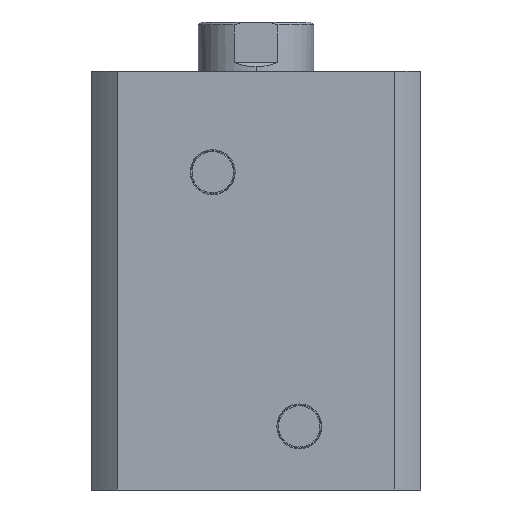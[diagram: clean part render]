
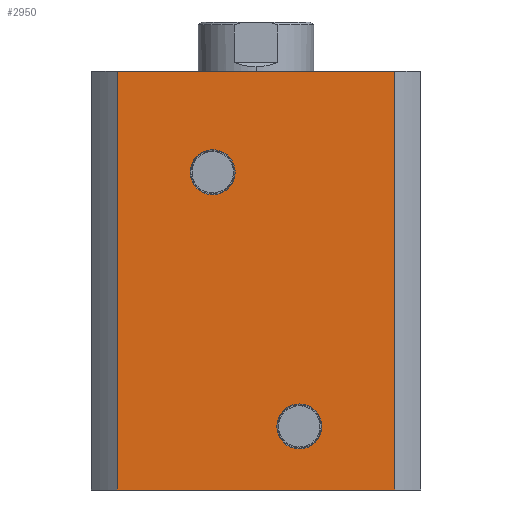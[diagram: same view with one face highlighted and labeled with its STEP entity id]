
A CAD part, left-side view. The second image highlights one B-rep face of the part: STEP entity #2950.
In plain terms, the highlighted planar face has unit normal (-1, 0, 0).
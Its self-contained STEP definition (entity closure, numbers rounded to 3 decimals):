
#455 = EDGE_LOOP ( 'NONE', ( #1540, #1541, #1542, #1543 ) ) ;
#456 = EDGE_LOOP ( 'NONE', ( #1538, #1539 ) ) ;
#491 = EDGE_LOOP ( 'NONE', ( #1536, #1537 ) ) ;
#590 = AXIS2_PLACEMENT_3D ( 'NONE', #3360, #3376, #3379 ) ;
#594 = AXIS2_PLACEMENT_3D ( 'NONE', #1380, #1379, #1378 ) ;
#698 = EDGE_CURVE ( 'NONE', #1438, #1439, #2340, .T. ) ;
#706 = EDGE_CURVE ( 'NONE', #1455, #1454, #2353, .T. ) ;
#833 = EDGE_CURVE ( 'NONE', #3247, #3249, #2572, .T. ) ;
#835 = EDGE_CURVE ( 'NONE', #1439, #1438, #2575, .T. ) ;
#836 = EDGE_CURVE ( 'NONE', #1454, #1455, #2576, .T. ) ;
#837 = EDGE_CURVE ( 'NONE', #3249, #3573, #2577, .T. ) ;
#838 = EDGE_CURVE ( 'NONE', #3248, #3573, #2578, .T. ) ;
#839 = EDGE_CURVE ( 'NONE', #3247, #3248, #2573, .T. ) ;
#1091 = DIRECTION ( 'NONE',  ( 0., 0., -1. ) ) ;
#1097 = CARTESIAN_POINT ( 'NONE',  ( -57., 47.971, 145. ) ) ;
#1106 = CARTESIAN_POINT ( 'NONE',  ( -57., 0., 0. ) ) ;
#1107 = DIRECTION ( 'NONE',  ( 0., -1., 0. ) ) ;
#1108 = CARTESIAN_POINT ( 'NONE',  ( -57., -15., 22. ) ) ;
#1109 = DIRECTION ( 'NONE',  ( -1., 0., 0. ) ) ;
#1110 = DIRECTION ( 'NONE',  ( 0., 0., 1. ) ) ;
#1112 = CARTESIAN_POINT ( 'NONE',  ( -57., 0., 145. ) ) ;
#1113 = CARTESIAN_POINT ( 'NONE',  ( -57., 15., 110. ) ) ;
#1114 = DIRECTION ( 'NONE',  ( -1., 0., 0. ) ) ;
#1115 = DIRECTION ( 'NONE',  ( 0., 0., 1. ) ) ;
#1116 = CARTESIAN_POINT ( 'NONE',  ( -57., -47.971, 145. ) ) ;
#1118 = DIRECTION ( 'NONE',  ( 0., 0., -1. ) ) ;
#1119 = DIRECTION ( 'NONE',  ( 0., -1., 0. ) ) ;
#1252 = CARTESIAN_POINT ( 'NONE',  ( -57., -15., 14.203 ) ) ;
#1257 = CARTESIAN_POINT ( 'NONE',  ( -57., -15., 29.797 ) ) ;
#1269 = CARTESIAN_POINT ( 'NONE',  ( -57., 15., 117.797 ) ) ;
#1270 = CARTESIAN_POINT ( 'NONE',  ( -57., 15., 102.203 ) ) ;
#1378 = DIRECTION ( 'NONE',  ( 0., 0., 1. ) ) ;
#1379 = DIRECTION ( 'NONE',  ( -1., 0., 0. ) ) ;
#1380 = CARTESIAN_POINT ( 'NONE',  ( -57., -15., 22. ) ) ;
#1438 = VERTEX_POINT ( 'NONE', #1252 ) ;
#1439 = VERTEX_POINT ( 'NONE', #1257 ) ;
#1454 = VERTEX_POINT ( 'NONE', #1269 ) ;
#1455 = VERTEX_POINT ( 'NONE', #1270 ) ;
#1536 = ORIENTED_EDGE ( 'NONE', *, *, #835, .F. ) ;
#1537 = ORIENTED_EDGE ( 'NONE', *, *, #698, .F. ) ;
#1538 = ORIENTED_EDGE ( 'NONE', *, *, #836, .F. ) ;
#1539 = ORIENTED_EDGE ( 'NONE', *, *, #706, .F. ) ;
#1540 = ORIENTED_EDGE ( 'NONE', *, *, #837, .T. ) ;
#1541 = ORIENTED_EDGE ( 'NONE', *, *, #838, .F. ) ;
#1542 = ORIENTED_EDGE ( 'NONE', *, *, #839, .F. ) ;
#1543 = ORIENTED_EDGE ( 'NONE', *, *, #833, .T. ) ;
#1625 = AXIS2_PLACEMENT_3D ( 'NONE', #1108, #1109, #1110 ) ;
#1630 = AXIS2_PLACEMENT_3D ( 'NONE', #1113, #1114, #1115 ) ;
#1710 = AXIS2_PLACEMENT_3D ( 'NONE', #1918, #1913, #1922 ) ;
#1913 = DIRECTION ( 'NONE',  ( 1., 0., 0. ) ) ;
#1918 = CARTESIAN_POINT ( 'NONE',  ( -57., 0., 145. ) ) ;
#1920 = PLANE ( 'NONE',  #1710 ) ;
#1922 = DIRECTION ( 'NONE',  ( 0., 1., 0. ) ) ;
#2120 = CARTESIAN_POINT ( 'NONE',  ( -57., 47.971, 145. ) ) ;
#2121 = CARTESIAN_POINT ( 'NONE',  ( -57., -47.971, 145. ) ) ;
#2122 = CARTESIAN_POINT ( 'NONE',  ( -57., 47.971, 0. ) ) ;
#2175 = CARTESIAN_POINT ( 'NONE',  ( -57., -47.971, 0. ) ) ;
#2340 = CIRCLE ( 'NONE', #594, 7.797 ) ;
#2353 = CIRCLE ( 'NONE', #590, 7.797 ) ;
#2572 = LINE ( 'NONE', #1097, #2574 ) ;
#2573 = LINE ( 'NONE', #1112, #2583 ) ;
#2574 = VECTOR ( 'NONE', #1091, 1000. ) ;
#2575 = CIRCLE ( 'NONE', #1625, 7.797 ) ;
#2576 = CIRCLE ( 'NONE', #1630, 7.797 ) ;
#2577 = LINE ( 'NONE', #1106, #2579 ) ;
#2578 = LINE ( 'NONE', #1116, #2581 ) ;
#2579 = VECTOR ( 'NONE', #1107, 1000. ) ;
#2581 = VECTOR ( 'NONE', #1118, 1000. ) ;
#2583 = VECTOR ( 'NONE', #1119, 1000. ) ;
#2781 = FACE_OUTER_BOUND ( 'NONE', #455, .T. ) ;
#2799 = FACE_BOUND ( 'NONE', #491, .T. ) ;
#2802 = FACE_BOUND ( 'NONE', #456, .T. ) ;
#2950 = ADVANCED_FACE ( 'NONE', ( #2799, #2802, #2781 ), #1920, .F. ) ;
#3247 = VERTEX_POINT ( 'NONE', #2120 ) ;
#3248 = VERTEX_POINT ( 'NONE', #2121 ) ;
#3249 = VERTEX_POINT ( 'NONE', #2122 ) ;
#3360 = CARTESIAN_POINT ( 'NONE',  ( -57., 15., 110. ) ) ;
#3376 = DIRECTION ( 'NONE',  ( -1., 0., 0. ) ) ;
#3379 = DIRECTION ( 'NONE',  ( 0., 0., 1. ) ) ;
#3573 = VERTEX_POINT ( 'NONE', #2175 ) ;
